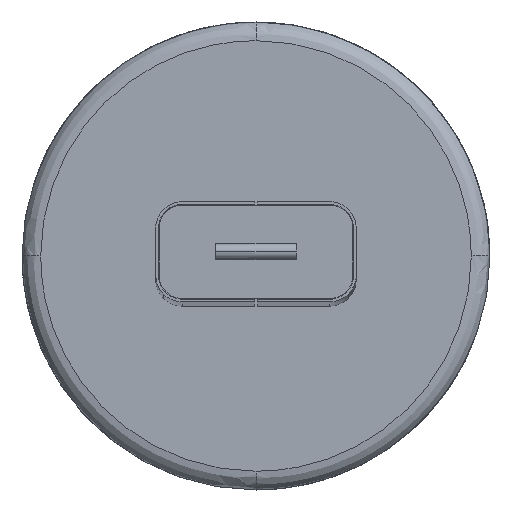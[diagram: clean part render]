
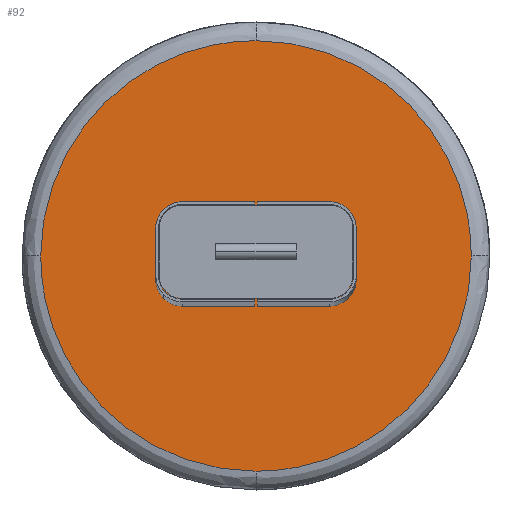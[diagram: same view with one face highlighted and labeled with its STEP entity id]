
A CAD part, top view. The second image highlights one B-rep face of the part: STEP entity #92.
In plain terms, the highlighted planar face has unit normal (0, 0, 1).
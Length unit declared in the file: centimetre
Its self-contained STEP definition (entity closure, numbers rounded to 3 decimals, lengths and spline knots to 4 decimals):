
#92=ADVANCED_FACE($,(#163),#950,.T.);
#163=FACE_OUTER_BOUND($,#235,.T.);
#235=EDGE_LOOP($,(#581,#582,#583,#584));
#581=ORIENTED_EDGE($,*,*,#762,.F.);
#582=ORIENTED_EDGE($,*,*,#764,.F.);
#583=ORIENTED_EDGE($,*,*,#754,.F.);
#584=ORIENTED_EDGE($,*,*,#759,.F.);
#754=EDGE_CURVE($,#876,#877,#1009,.T.);
#759=EDGE_CURVE($,#879,#876,#1014,.T.);
#762=EDGE_CURVE($,#880,#879,#1017,.T.);
#764=EDGE_CURVE($,#877,#880,#1019,.T.);
#876=VERTEX_POINT($,#2609);
#877=VERTEX_POINT($,#2610);
#879=VERTEX_POINT($,#2612);
#880=VERTEX_POINT($,#2613);
#950=PLANE($,#1245);
#1009=(
BOUNDED_CURVE()
B_SPLINE_CURVE(2,(#2475,#2476,#2477),.UNSPECIFIED.,.F.,.F.)
B_SPLINE_CURVE_WITH_KNOTS((3,3),(-742.2549,-494.8366),.UNSPECIFIED.)
CURVE()
GEOMETRIC_REPRESENTATION_ITEM()
RATIONAL_B_SPLINE_CURVE((1.,0.707,1.))
REPRESENTATION_ITEM($)
);
#1014=(
BOUNDED_CURVE()
B_SPLINE_CURVE(2,(#2489,#2490,#2491),.UNSPECIFIED.,.F.,.F.)
B_SPLINE_CURVE_WITH_KNOTS((3,3),(0.,252.8982),.UNSPECIFIED.)
CURVE()
GEOMETRIC_REPRESENTATION_ITEM()
RATIONAL_B_SPLINE_CURVE((1.,0.707,1.))
REPRESENTATION_ITEM($)
);
#1017=(
BOUNDED_CURVE()
B_SPLINE_CURVE(2,(#2498,#2499,#2500),.UNSPECIFIED.,.F.,.F.)
B_SPLINE_CURVE_WITH_KNOTS((3,3),(-252.5374,0.),.UNSPECIFIED.)
CURVE()
GEOMETRIC_REPRESENTATION_ITEM()
RATIONAL_B_SPLINE_CURVE((1.,0.707,1.))
REPRESENTATION_ITEM($)
);
#1019=(
BOUNDED_CURVE()
B_SPLINE_CURVE(2,(#2504,#2505,#2506),.UNSPECIFIED.,.F.,.F.)
B_SPLINE_CURVE_WITH_KNOTS((3,3),(-494.8366,-247.4183),.UNSPECIFIED.)
CURVE()
GEOMETRIC_REPRESENTATION_ITEM()
RATIONAL_B_SPLINE_CURVE((1.,0.707,1.))
REPRESENTATION_ITEM($)
);
#1245=AXIS2_PLACEMENT_3D($,#2592,#1279,$);
#1279=DIRECTION($,(0.,0.,1.));
#2475=CARTESIAN_POINT($,(-161.,0.,18.5));
#2476=CARTESIAN_POINT($,(-161.,161.,18.5));
#2477=CARTESIAN_POINT($,(0.,161.,18.5));
#2489=CARTESIAN_POINT($,(0.,-161.,18.5));
#2490=CARTESIAN_POINT($,(-161.,-161.,18.5));
#2491=CARTESIAN_POINT($,(-161.,0.,18.5));
#2498=CARTESIAN_POINT($,(161.,0.,18.5));
#2499=CARTESIAN_POINT($,(161.,-161.,18.5));
#2500=CARTESIAN_POINT($,(0.,-161.,18.5));
#2504=CARTESIAN_POINT($,(0.,161.,18.5));
#2505=CARTESIAN_POINT($,(161.,161.,18.5));
#2506=CARTESIAN_POINT($,(161.,0.,18.5));
#2592=CARTESIAN_POINT($,(-164.22,164.22,18.5));
#2609=CARTESIAN_POINT($,(-161.,0.,18.5));
#2610=CARTESIAN_POINT($,(0.,161.,18.5));
#2612=CARTESIAN_POINT($,(0.,-161.,18.5));
#2613=CARTESIAN_POINT($,(161.,0.,18.5));
